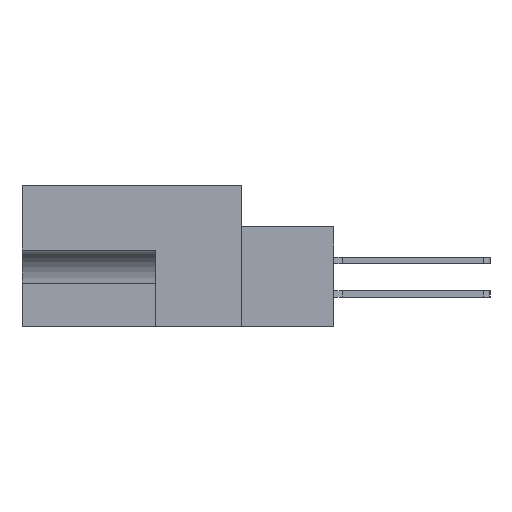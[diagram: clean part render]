
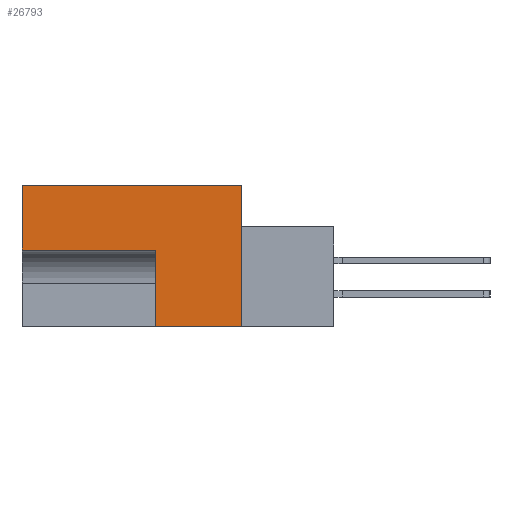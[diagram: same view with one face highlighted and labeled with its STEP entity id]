
A CAD part, left-side view. The second image highlights one B-rep face of the part: STEP entity #26793.
In plain terms, the highlighted planar face has unit normal (-1, 0, 0).
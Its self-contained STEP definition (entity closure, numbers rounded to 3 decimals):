
#832 = CARTESIAN_POINT ( 'NONE',  ( 0., 8.255, -13.487 ) ) ;
#2079 = CARTESIAN_POINT ( 'NONE',  ( 0., 0., 0. ) ) ;
#2177 = CARTESIAN_POINT ( 'NONE',  ( 0., 11.506, 0. ) ) ;
#3814 = LINE ( 'NONE', #43385, #21654 ) ;
#4206 = CARTESIAN_POINT ( 'NONE',  ( 0., 0., -13.487 ) ) ;
#4549 = EDGE_CURVE ( 'NONE', #33660, #20948, #24931, .T. ) ;
#4902 = ORIENTED_EDGE ( 'NONE', *, *, #4549, .F. ) ;
#8367 = EDGE_CURVE ( 'NONE', #19997, #23457, #15650, .T. ) ;
#11673 = LINE ( 'NONE', #32414, #19505 ) ;
#13941 = ORIENTED_EDGE ( 'NONE', *, *, #34385, .F. ) ;
#14229 = DIRECTION ( 'NONE',  ( 0., 1., 0. ) ) ;
#14600 = EDGE_CURVE ( 'NONE', #23457, #42557, #11673, .T. ) ;
#15650 = LINE ( 'NONE', #832, #25699 ) ;
#16523 = VECTOR ( 'NONE', #27122, 1000. ) ;
#19505 = VECTOR ( 'NONE', #39802, 1000. ) ;
#19723 = PLANE ( 'NONE',  #28959 ) ;
#19997 = VERTEX_POINT ( 'NONE', #40327 ) ;
#20208 = CARTESIAN_POINT ( 'NONE',  ( 0., 20.955, -6.172 ) ) ;
#20948 = VERTEX_POINT ( 'NONE', #4206 ) ;
#21236 = ORIENTED_EDGE ( 'NONE', *, *, #32373, .F. ) ;
#21654 = VECTOR ( 'NONE', #14229, 1000. ) ;
#22977 = CARTESIAN_POINT ( 'NONE',  ( 0., 0., 0. ) ) ;
#23457 = VERTEX_POINT ( 'NONE', #33171 ) ;
#23710 = LINE ( 'NONE', #25012, #42713 ) ;
#24099 = DIRECTION ( 'NONE',  ( 0., 0., -1. ) ) ;
#24931 = LINE ( 'NONE', #27986, #31614 ) ;
#25012 = CARTESIAN_POINT ( 'NONE',  ( 0., 20.955, -13.487 ) ) ;
#25699 = VECTOR ( 'NONE', #33102, 1000. ) ;
#26793 = ADVANCED_FACE ( 'NONE', ( #28696 ), #19723, .F. ) ;
#27023 = DIRECTION ( 'NONE',  ( 0., 0., -1. ) ) ;
#27122 = DIRECTION ( 'NONE',  ( 0., -1., 0. ) ) ;
#27266 = CARTESIAN_POINT ( 'NONE',  ( 0., 20.955, 0. ) ) ;
#27986 = CARTESIAN_POINT ( 'NONE',  ( 0., 0., 0. ) ) ;
#28696 = FACE_OUTER_BOUND ( 'NONE', #38706, .T. ) ;
#28959 = AXIS2_PLACEMENT_3D ( 'NONE', #2079, #44673, #27023 ) ;
#31614 = VECTOR ( 'NONE', #24099, 1000. ) ;
#32373 = EDGE_CURVE ( 'NONE', #20948, #19997, #3814, .T. ) ;
#32414 = CARTESIAN_POINT ( 'NONE',  ( 0., 8.255, -6.172 ) ) ;
#32904 = ORIENTED_EDGE ( 'NONE', *, *, #14600, .F. ) ;
#33102 = DIRECTION ( 'NONE',  ( 0., 0., 1. ) ) ;
#33171 = CARTESIAN_POINT ( 'NONE',  ( 0., 8.255, -6.172 ) ) ;
#33660 = VERTEX_POINT ( 'NONE', #22977 ) ;
#34385 = EDGE_CURVE ( 'NONE', #41970, #33660, #38854, .T. ) ;
#34696 = ORIENTED_EDGE ( 'NONE', *, *, #35092, .F. ) ;
#35035 = ORIENTED_EDGE ( 'NONE', *, *, #8367, .F. ) ;
#35092 = EDGE_CURVE ( 'NONE', #42557, #41970, #23710, .T. ) ;
#36244 = DIRECTION ( 'NONE',  ( 0., 0., 1. ) ) ;
#38706 = EDGE_LOOP ( 'NONE', ( #21236, #4902, #13941, #34696, #32904, #35035 ) ) ;
#38854 = LINE ( 'NONE', #2177, #16523 ) ;
#39802 = DIRECTION ( 'NONE',  ( 0., 1., 0. ) ) ;
#40327 = CARTESIAN_POINT ( 'NONE',  ( 0., 8.255, -13.487 ) ) ;
#41970 = VERTEX_POINT ( 'NONE', #27266 ) ;
#42557 = VERTEX_POINT ( 'NONE', #20208 ) ;
#42713 = VECTOR ( 'NONE', #36244, 1000. ) ;
#43385 = CARTESIAN_POINT ( 'NONE',  ( 0., -8.814, -13.487 ) ) ;
#44673 = DIRECTION ( 'NONE',  ( 1., 0., 0. ) ) ;
